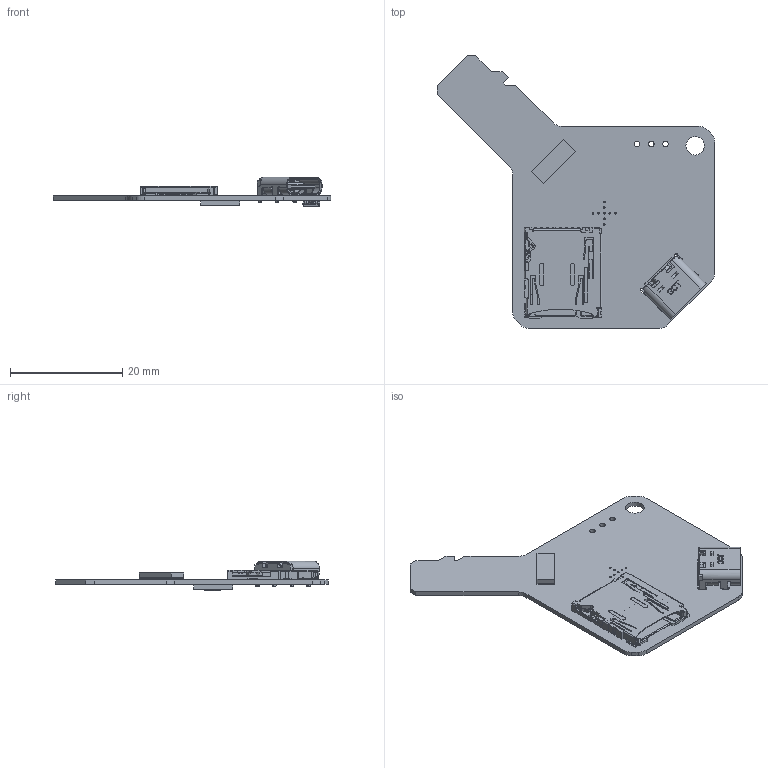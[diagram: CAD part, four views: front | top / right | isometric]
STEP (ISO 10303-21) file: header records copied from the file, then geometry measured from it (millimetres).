
FILE_DESCRIPTION(('FreeCAD Model'),'2;1');
FILE_NAME('Open CASCADE Shape Model','2024-10-21T08:06:45',(''),(''), 'Open CASCADE STEP processor 7.6','FreeCAD','Unknown');
FILE_SCHEMA(('AUTOMOTIVE_DESIGN { 1 0 10303 214 1 1 1 1 }'));
Length unit declared in the file: millimetre
Products named in the file (12): usb_sd_mux-S03_TI_Mux 1; USB4105_15_A_121; USB4105_15_A_121_cp; NFBGA-48_3mmx8mm_Pitch0.65mm_NSMD; Compound; DM3AT-SF-PEJM006; DM3AT-SF-PEJM5; HVSSOP-8_5mmx3.1mm_Pitch0.65mm; DGN0008D_ASM; QFN-48_7mmx7mm_Pitch0.5mm_h1.0mm; Cube; usb_sd_mux-S03_TI_Mux_PCB
Assembly tree (11 placements, depth 3):
  usb_sd_mux-S03_TI_Mux 1
    USB4105_15_A_121
      USB4105_15_A_121_cp
    NFBGA-48_3mmx8mm_Pitch0.65mm_NSMD
      Compound
    DM3AT-SF-PEJM006
      DM3AT-SF-PEJM5
    HVSSOP-8_5mmx3.1mm_Pitch0.65mm
      DGN0008D_ASM
    QFN-48_7mmx7mm_Pitch0.5mm_h1.0mm
      Cube
    usb_sd_mux-S03_TI_Mux_PCB
Bounding box: 49.45 x 48.55 x 5.2 mm (x, y, z)
Volume: 1542.3 mm3; surface area: 4610 mm2
Topology: 17 solids, 17 shells, 1757 faces, 10506 edges, 25565 vertices
Faces by surface type: plane 1247, cylinder 451, cone 42, bspline 9, sphere 8
Full cylindrical faces by diameter (mm): 0.3 x9, 0.5 x2, 0.65 x2, 1 x3, 3.3 x1
Entity records: 137105 total; most frequent: CARTESIAN_POINT 41254, DIRECTION 15004, ORIENTED_EDGE 9828, LINE 7946, VECTOR 7946, GEOMETRIC_CURVE_SET 5594, TRIMMED_CURVE 5590, EDGE_CURVE 4914
